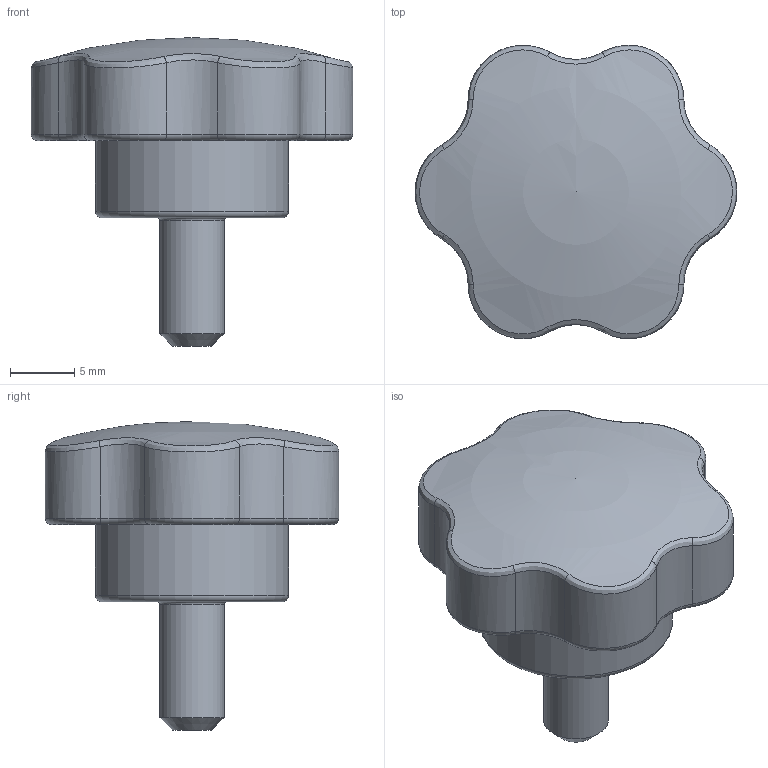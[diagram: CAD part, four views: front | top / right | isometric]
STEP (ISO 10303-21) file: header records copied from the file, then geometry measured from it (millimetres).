
FILE_DESCRIPTION( ( 'Unknown' ), '1' );
FILE_NAME( '6330010_VSP25_M05x10.stp', 'Unknown', ( 'Unknown' ), ( 'Unknown' ), 'PSStep 11.0', 'Unknown', ' ' );
FILE_SCHEMA( ( 'AUTOMOTIVE_DESIGN { 1 0 10303 214 1 1 1 1 }' ) );
Length unit declared in the file: millimetre
Products named in the file (1): 6330010
Bounding box: 25 x 22.8 x 24 mm (x, y, z)
Volume: 4219.9 mm3; surface area: 1768.5 mm2
Topology: 1 solids, 2 shells, 48 faces, 105 edges, 61 vertices
Faces by surface type: cylinder 15, torus 14, bspline 12, plane 4, cone 2, sphere 1
Full cylindrical faces by diameter (mm): 5 x2, 15 x1
Entity records: 4904 total; most frequent: CARTESIAN_POINT 3555, DIRECTION 202, ORIENTED_EDGE 188, AXIS2_PLACEMENT_3D 95, EDGE_CURVE 94, EDGE_LOOP 58, VERTEX_POINT 58, CIRCLE 58
